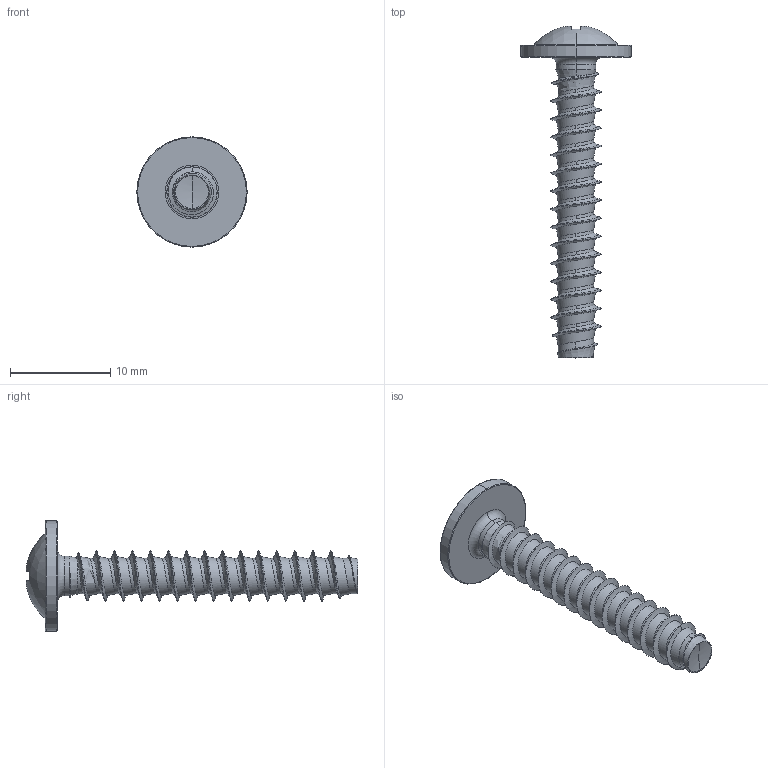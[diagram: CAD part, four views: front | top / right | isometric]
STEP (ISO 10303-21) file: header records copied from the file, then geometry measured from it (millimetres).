
FILE_DESCRIPTION (( 'STEP AP203' ), '1' );
FILE_NAME ('STP210500300.STEP', '2017-08-14T17:54:20', ( '' ), ( '' ), 'SwSTEP 2.0', 'SolidWorks 2015', '' );
FILE_SCHEMA (( 'CONFIG_CONTROL_DESIGN' ));
Length unit declared in the file: millimetre
Products named in the file (1): STP210500300
Bounding box: 11 x 33.12 x 11 mm (x, y, z)
Volume: 509.9 mm3; surface area: 806.4 mm2
Topology: 1 solids, 1 shells, 201 faces, 487 edges, 289 vertices
Faces by surface type: cylinder 57, bspline 55, plane 31, torus 30, sphere 20, cone 8
Entity records: 35973 total; most frequent: CARTESIAN_POINT 31756, ORIENTED_EDGE 970, DIRECTION 765, EDGE_CURVE 485, AXIS2_PLACEMENT_3D 332, VERTEX_POINT 289, EDGE_LOOP 204, ADVANCED_FACE 201
